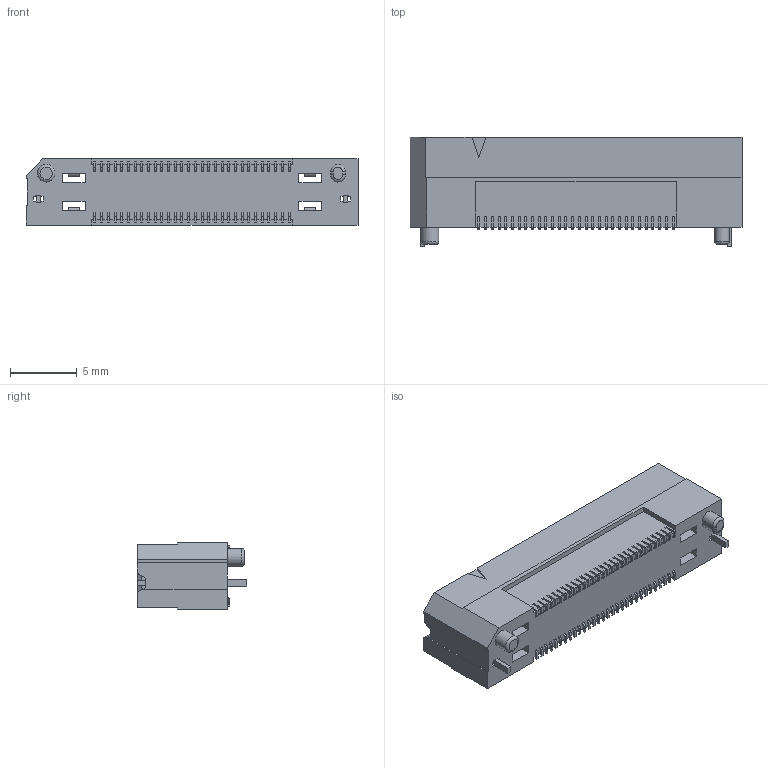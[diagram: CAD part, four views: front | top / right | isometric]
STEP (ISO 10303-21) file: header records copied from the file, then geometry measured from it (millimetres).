
FILE_DESCRIPTION(/* description */ ('STEP AP214'),/* implementation_level */ '2;1');
FILE_NAME(/* name */ 'ERF5-030-07.0-L-DV-FL-WT-TR',/* time_stamp */ '2024-08-01T04:57:20+02:00',/* author */ ('License CC BY-ND 4.0'),/* organization */ ('CADENAS'),/* preprocessor_version */ 'ST-DEVELOPER v19.3',/* originating_system */ 'PARTsolutions',/* authorisation */ ' ');
FILE_SCHEMA (('AUTOMOTIVE_DESIGN {1 0 10303 214 3 1 1}'));
Length unit declared in the file: millimetre
Products named in the file (4): ERF5-030-07.0-L-DV-FL-WT-TR; ERF5-030-07.0-DV-FL-WT_socket; C-247-030-07.0; C-247-030-07.02
Assembly tree (3 placements, depth 2):
  ERF5-030-07.0-L-DV-FL-WT-TR
    ERF5-030-07.0-DV-FL-WT_socket
    C-247-030-07.0
    C-247-030-07.02
Bounding box: 24.8 x 8.18 x 4.95 mm (x, y, z)
Volume: 538.3 mm3; surface area: 1552.5 mm2
Topology: 3 solids, 3 shells, 1853 faces, 5542 edges, 3688 vertices
Faces by surface type: plane 1713, cylinder 137, torus 3
Full cylindrical faces by diameter (mm): 1.32 x1
Entity records: 61389 total; most frequent: CARTESIAN_POINT 11083, ORIENTED_EDGE 11078, DIRECTION 9530, EDGE_CURVE 5539, LINE 5262, VECTOR 5262, VERTEX_POINT 3687, AXIS2_PLACEMENT_3D 2134
